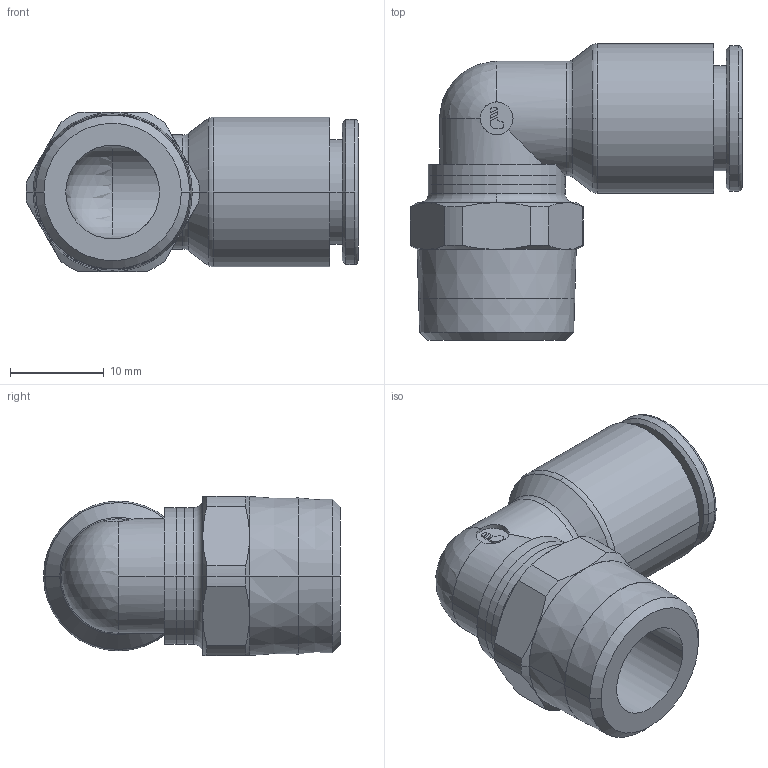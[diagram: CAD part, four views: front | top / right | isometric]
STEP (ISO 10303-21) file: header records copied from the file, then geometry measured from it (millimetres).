
FILE_DESCRIPTION(('STEP AP214'),'1');
FILE_NAME('3109_10_17.stp','2016-07-07T14:15:40',('TraceParts'),('TraceParts S.A.'),'Spatial InterOp 3D',' ',' ');
FILE_SCHEMA(('automotive_design'));
Length unit declared in the file: millimetre
Products named in the file (1): 1
Bounding box: 35.44 x 31.7 x 17 mm (x, y, z)
Volume: 4969 mm3; surface area: 4468.5 mm2
Topology: 1 solids, 1 shells, 104 faces, 258 edges, 162 vertices
Faces by surface type: cylinder 34, plane 32, cone 28, torus 8, sphere 2
Entity records: 3317 total; most frequent: CARTESIAN_POINT 811, DIRECTION 562, ORIENTED_EDGE 510, EDGE_CURVE 255, AXIS2_PLACEMENT_3D 233, VERTEX_POINT 162, CIRCLE 124, EDGE_LOOP 115
